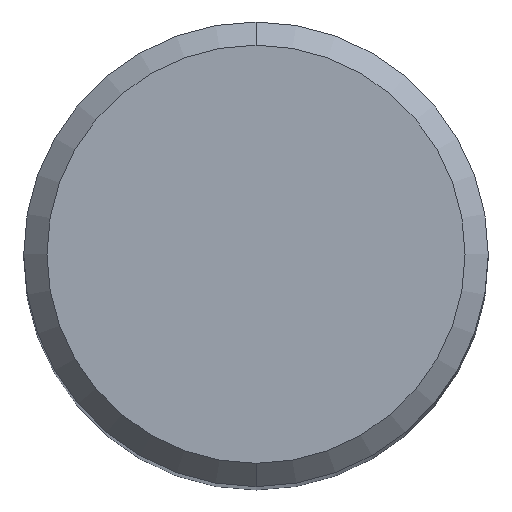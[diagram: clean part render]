
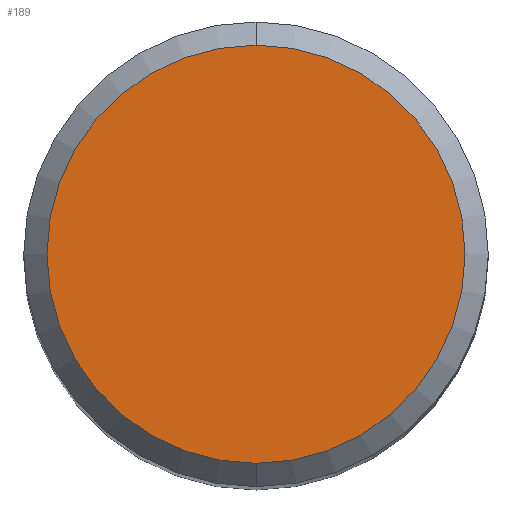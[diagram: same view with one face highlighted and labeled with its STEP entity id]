
A CAD part, top view. The second image highlights one B-rep face of the part: STEP entity #189.
In plain terms, the highlighted planar face has unit normal (0, 0, 1).
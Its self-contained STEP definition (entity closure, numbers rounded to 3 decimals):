
#189=ADVANCED_FACE('',(#481),#482,.T.);
#283=EDGE_CURVE('',#299,#335,#586,.T.);
#299=VERTEX_POINT('',#604);
#323=EDGE_CURVE('',#335,#299,#631,.T.);
#335=VERTEX_POINT('',#644);
#481=FACE_OUTER_BOUND('',#838,.T.);
#482=PLANE('',#839);
#586=CIRCLE('',#1058,3.6);
#604=CARTESIAN_POINT('',(0.,-3.6,0.0));
#631=CIRCLE('',#1121,3.6);
#644=CARTESIAN_POINT('',(0.0,3.6,0.0));
#838=EDGE_LOOP('',(#1405,#1406));
#839=AXIS2_PLACEMENT_3D('',#1407,#1408,#1409);
#1058=AXIS2_PLACEMENT_3D('',#1525,#1526,#1527);
#1121=AXIS2_PLACEMENT_3D('',#1588,#1589,#1590);
#1405=ORIENTED_EDGE('',*,*,#323,.F.);
#1406=ORIENTED_EDGE('',*,*,#283,.F.);
#1407=CARTESIAN_POINT('',(0.0,1.8,0.0));
#1408=DIRECTION('',(-0.0,0.0,1.0));
#1409=DIRECTION('',(0.0,-1.0,0.0));
#1525=CARTESIAN_POINT('',(0.0,0.0,0.0));
#1526=DIRECTION('',(0.0,0.0,-1.0));
#1527=DIRECTION('',(0.0,1.0,0.0));
#1588=CARTESIAN_POINT('',(0.0,0.0,0.0));
#1589=DIRECTION('',(0.0,0.0,-1.0));
#1590=DIRECTION('',(0.0,1.0,0.0));
